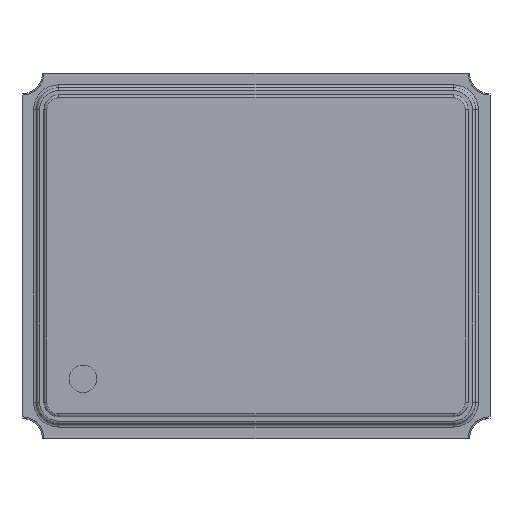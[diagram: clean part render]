
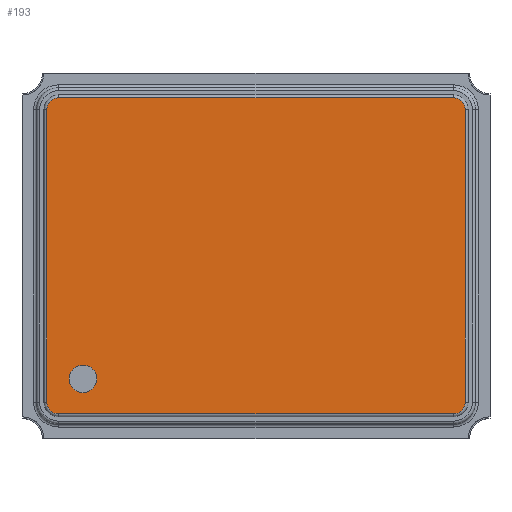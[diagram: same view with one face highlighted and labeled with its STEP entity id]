
A CAD part, top view. The second image highlights one B-rep face of the part: STEP entity #193.
In plain terms, the highlighted planar face has unit normal (0, 0, 1).
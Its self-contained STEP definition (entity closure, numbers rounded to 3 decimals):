
#60=CARTESIAN_POINT('',(-1.154,-0.751,0.8));
#61=VERTEX_POINT('',#60);
#70=CARTESIAN_POINT('',(-1.089,-0.841,0.8));
#71=VERTEX_POINT('',#70);
#72=CARTESIAN_POINT('',(-1.184,-0.841,0.8));
#73=DIRECTION('',(0.,0.,1.));
#74=DIRECTION('',(1.,0.,-0.));
#75=AXIS2_PLACEMENT_3D('',#72,#73,#74);
#76=CIRCLE('',#75,0.095);
#77=EDGE_CURVE('',#61,#71,#76,.T.);
#79=CARTESIAN_POINT('',(-1.184,-0.841,0.8));
#80=DIRECTION('',(0.,0.,1.));
#81=DIRECTION('',(1.,0.,-0.));
#82=AXIS2_PLACEMENT_3D('',#79,#80,#81);
#83=CIRCLE('',#82,0.095);
#84=EDGE_CURVE('',#71,#61,#83,.T.);
#114=CARTESIAN_POINT('',(0.,0.,0.8));
#115=DIRECTION('',(0.,0.,1.));
#116=DIRECTION('',(1.,0.,0.));
#117=AXIS2_PLACEMENT_3D('',#114,#115,#116);
#118=PLANE('',#117);
#119=ORIENTED_EDGE('',*,*,#77,.F.);
#120=ORIENTED_EDGE('',*,*,#84,.F.);
#121=EDGE_LOOP('',(#119,#120));
#122=FACE_BOUND('',#121,.T.);
#123=CARTESIAN_POINT('',(-1.35,-1.08,0.8));
#124=VERTEX_POINT('',#123);
#125=CARTESIAN_POINT('',(1.35,-1.08,0.8));
#126=VERTEX_POINT('',#125);
#127=CARTESIAN_POINT('',(-1.35,-1.08,0.8));
#128=DIRECTION('',(1.,0.,-0.));
#129=VECTOR('',#128,2.7);
#130=LINE('',#127,#129);
#131=EDGE_CURVE('',#124,#126,#130,.T.);
#132=ORIENTED_EDGE('',*,*,#131,.T.);
#133=CARTESIAN_POINT('',(1.43,-1.,0.8));
#134=VERTEX_POINT('',#133);
#135=CARTESIAN_POINT('',(1.35,-1.,0.8));
#136=DIRECTION('',(0.,0.,1.));
#137=DIRECTION('',(1.,0.,-0.));
#138=AXIS2_PLACEMENT_3D('',#135,#136,#137);
#139=CIRCLE('',#138,0.08);
#140=EDGE_CURVE('',#126,#134,#139,.T.);
#141=ORIENTED_EDGE('',*,*,#140,.T.);
#142=CARTESIAN_POINT('',(1.43,1.,0.8));
#143=VERTEX_POINT('',#142);
#144=CARTESIAN_POINT('',(1.43,-1.,0.8));
#145=DIRECTION('',(0.,1.,0.));
#146=VECTOR('',#145,2.);
#147=LINE('',#144,#146);
#148=EDGE_CURVE('',#134,#143,#147,.T.);
#149=ORIENTED_EDGE('',*,*,#148,.T.);
#150=CARTESIAN_POINT('',(1.35,1.08,0.8));
#151=VERTEX_POINT('',#150);
#152=CARTESIAN_POINT('',(1.35,1.,0.8));
#153=DIRECTION('',(0.,0.,1.));
#154=DIRECTION('',(1.,0.,-0.));
#155=AXIS2_PLACEMENT_3D('',#152,#153,#154);
#156=CIRCLE('',#155,0.08);
#157=EDGE_CURVE('',#143,#151,#156,.T.);
#158=ORIENTED_EDGE('',*,*,#157,.T.);
#159=CARTESIAN_POINT('',(-1.35,1.08,0.8));
#160=VERTEX_POINT('',#159);
#161=CARTESIAN_POINT('',(1.35,1.08,0.8));
#162=DIRECTION('',(-1.,-0.,0.));
#163=VECTOR('',#162,2.7);
#164=LINE('',#161,#163);
#165=EDGE_CURVE('',#151,#160,#164,.T.);
#166=ORIENTED_EDGE('',*,*,#165,.T.);
#167=CARTESIAN_POINT('',(-1.43,1.,0.8));
#168=VERTEX_POINT('',#167);
#169=CARTESIAN_POINT('',(-1.35,1.,0.8));
#170=DIRECTION('',(0.,0.,1.));
#171=DIRECTION('',(1.,0.,-0.));
#172=AXIS2_PLACEMENT_3D('',#169,#170,#171);
#173=CIRCLE('',#172,0.08);
#174=EDGE_CURVE('',#160,#168,#173,.T.);
#175=ORIENTED_EDGE('',*,*,#174,.T.);
#176=CARTESIAN_POINT('',(-1.43,-1.,0.8));
#177=VERTEX_POINT('',#176);
#178=CARTESIAN_POINT('',(-1.43,1.,0.8));
#179=DIRECTION('',(-0.,-1.,-0.));
#180=VECTOR('',#179,2.);
#181=LINE('',#178,#180);
#182=EDGE_CURVE('',#168,#177,#181,.T.);
#183=ORIENTED_EDGE('',*,*,#182,.T.);
#184=CARTESIAN_POINT('',(-1.35,-1.,0.8));
#185=DIRECTION('',(0.,0.,1.));
#186=DIRECTION('',(1.,0.,-0.));
#187=AXIS2_PLACEMENT_3D('',#184,#185,#186);
#188=CIRCLE('',#187,0.08);
#189=EDGE_CURVE('',#177,#124,#188,.T.);
#190=ORIENTED_EDGE('',*,*,#189,.T.);
#191=EDGE_LOOP('',(#132,#141,#149,#158,#166,#175,#183,#190));
#192=FACE_BOUND('',#191,.T.);
#193=ADVANCED_FACE('',(#122,#192),#118,.T.);
